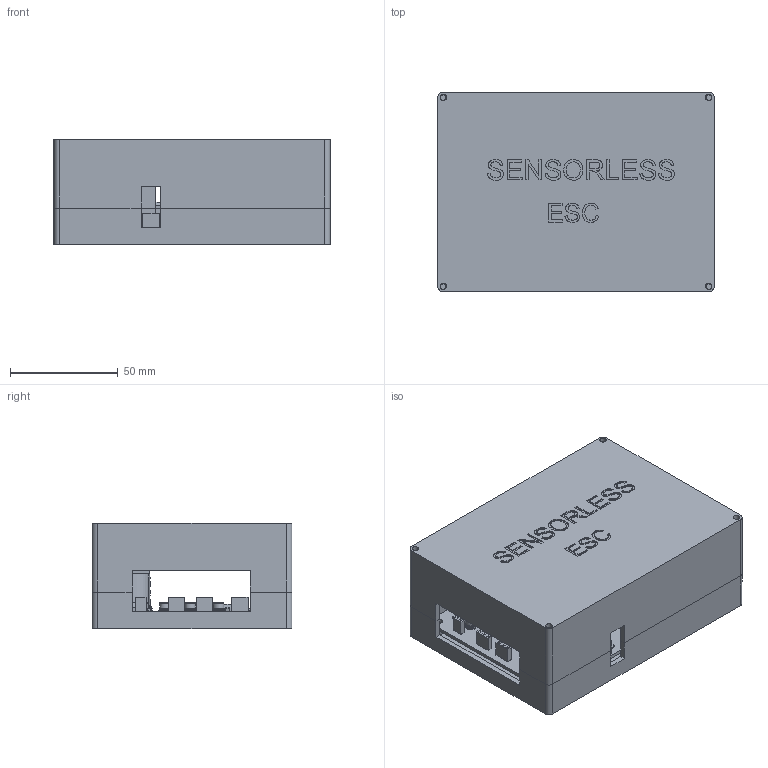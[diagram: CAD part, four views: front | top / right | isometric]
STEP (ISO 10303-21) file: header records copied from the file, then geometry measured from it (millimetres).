
FILE_DESCRIPTION(/* description */ (''),/* implementation_level */ '2;1');
FILE_NAME(/* name */ 'ESC versiune2 v5.step',/* time_stamp */ '2019-06-20T17:05:51+03:00',/* author */ (''),/* organization */ (''),/* preprocessor_version */ 'ST-DEVELOPER v18',/* originating_system */ 'Autodesk Translation Framework v8.2.0.1029',/* authorisation */ '');
FILE_SCHEMA (('AUTOMOTIVE_DESIGN { 1 0 10303 214 3 1 1 }'));
Length unit declared in the file: millimetre
Products named in the file (38): ESC versiune2; SOT-223; SOLID; DIP-8_W7; SOLID (2); PhoenixContact_MSTBVA_2,5_2-G-5,08_1x02_P5; SOLID (4); CP_Radial_D18.0mm_P7; SOLID (5); LED_1206_3216Metric; SOLID (6); SOIC-8_3.9x4.9mm_P1; SOLID (7); TO-263-2; SOLID (8); PinSocket_1x02_P2; SOLID (10); PinSocket_1x03_P2; SOLID (11); TO-252-2; SOLID (12); D_SOD-123F; SOLID (13); C_1206_3216Metric; SOLID (1); CP_Elec_5x4; SOLID (9); D_1206_3216Metric; SOLID (14); R_1206_3216Metric; SOLID (3); R_2512_6332Metric; SOLID (15); DIP-6_W7; SOLID (16); COMPOUND; Component36; Component37
Assembly tree (111 placements, depth 3):
  ESC versiune2
    SOT-223
      SOLID
    C_1206_3216Metric  x17
      SOLID (1)
    DIP-8_W7  x2
      SOLID (2)
    R_1206_3216Metric  x24
      SOLID (3)
    PhoenixContact_MSTBVA_2,5_2-G-5,08_1x02_P5
      SOLID (4)
    CP_Radial_D18.0mm_P7
      SOLID (5)
    LED_1206_3216Metric
      SOLID (6)
    SOIC-8_3.9x4.9mm_P1
      SOLID (7)
    TO-263-2
      SOLID (8)
    CP_Elec_5x4  x7
      SOLID (9)
    PinSocket_1x02_P2
      SOLID (10)
    PinSocket_1x03_P2  x4
      SOLID (11)
    TO-252-2  x6
      SOLID (12)
    D_SOD-123F  x6
      SOLID (13)
    D_1206_3216Metric  x9
      SOLID (14)
    R_2512_6332Metric  x6
      SOLID (15)
    DIP-6_W7  x3
      SOLID (16)
    COMPOUND
    Component36
    Component37
Bounding box: 128.32 x 92.76 x 49 mm (x, y, z)
Volume: 112779.2 mm3; surface area: 113890.1 mm2
Topology: 94 solids, 95 shells, 4567 faces, 11991 edges, 7778 vertices
Faces by surface type: plane 3294, cylinder 999, bspline 240, torus 34
Full cylindrical faces by diameter (mm): 0.6 x1, 0.9 x2, 1 x20, 1.2 x2, 1.4 x2, 2 x3, 2.5 x9, 3 x4, 3.2 x4, 5 x14, 5.5 x4, 12.6 x1
Entity records: 56974 total; most frequent: CARTESIAN_POINT 15107, ORIENTED_EDGE 8578, DIRECTION 7526, EDGE_CURVE 4289, LINE 3202, VECTOR 3202, VERTEX_POINT 2782, AXIS2_PLACEMENT_3D 2162
